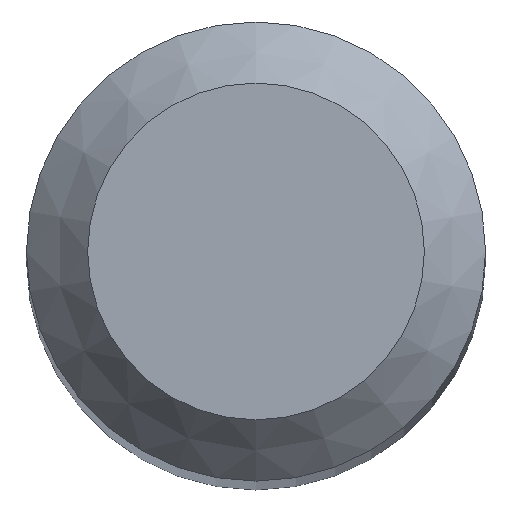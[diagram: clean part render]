
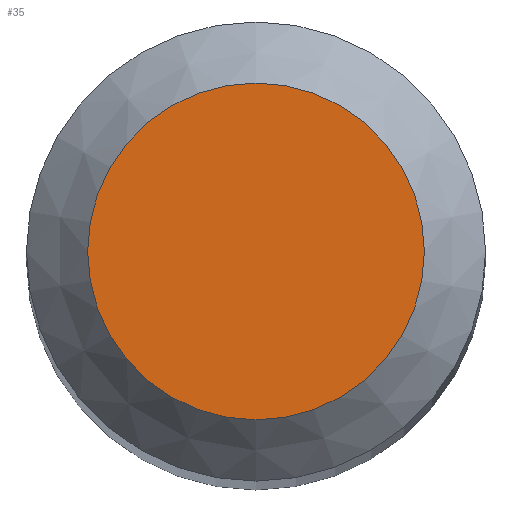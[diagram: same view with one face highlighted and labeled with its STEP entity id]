
A CAD part, top view. The second image highlights one B-rep face of the part: STEP entity #35.
In plain terms, the highlighted planar face has unit normal (0, 0, 1).
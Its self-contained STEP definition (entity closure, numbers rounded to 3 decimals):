
#2 = CARTESIAN_POINT ( 'NONE',  ( 0., 1.1, 50. ) ) ;
#30 = DIRECTION ( 'NONE',  ( 0., 0., -1. ) ) ;
#33 = CIRCLE ( 'NONE', #178, 1.1 ) ;
#35 = ADVANCED_FACE ( 'NONE', ( #210 ), #109, .F. ) ;
#51 = DIRECTION ( 'NONE',  ( 0., 1., 0. ) ) ;
#66 = EDGE_CURVE ( 'NONE', #103, #103, #33, .T. ) ;
#103 = VERTEX_POINT ( 'NONE', #2 ) ;
#105 = AXIS2_PLACEMENT_3D ( 'NONE', #217, #260, #175 ) ;
#109 = PLANE ( 'NONE',  #105 ) ;
#154 = ORIENTED_EDGE ( 'NONE', *, *, #66, .F. ) ;
#175 = DIRECTION ( 'NONE',  ( 0., 1., 0. ) ) ;
#178 = AXIS2_PLACEMENT_3D ( 'NONE', #243, #30, #51 ) ;
#210 = FACE_OUTER_BOUND ( 'NONE', #221, .T. ) ;
#217 = CARTESIAN_POINT ( 'NONE',  ( 0., 0., 50. ) ) ;
#221 = EDGE_LOOP ( 'NONE', ( #154 ) ) ;
#243 = CARTESIAN_POINT ( 'NONE',  ( 0., 0., 50. ) ) ;
#260 = DIRECTION ( 'NONE',  ( 0., 0., -1. ) ) ;
